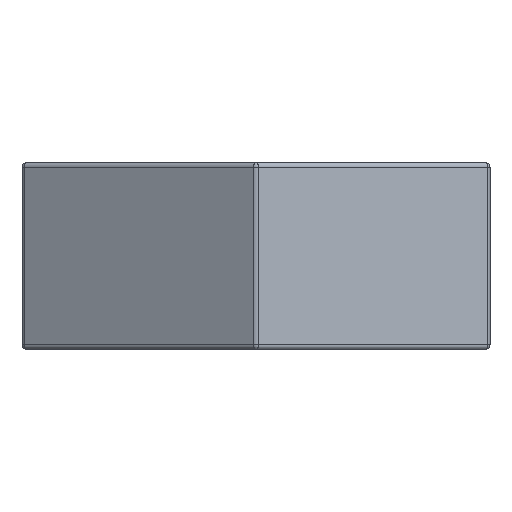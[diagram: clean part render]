
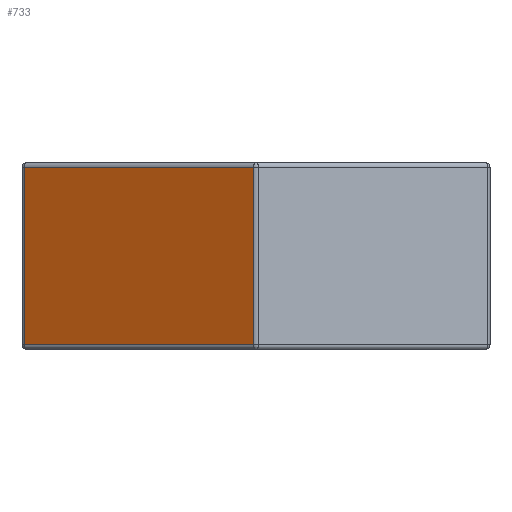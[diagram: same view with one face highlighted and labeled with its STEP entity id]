
A CAD part, left-side view. The second image highlights one B-rep face of the part: STEP entity #733.
In plain terms, the highlighted planar face has unit normal (-0.866, 0.5, 0).
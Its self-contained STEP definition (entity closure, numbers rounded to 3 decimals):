
#21=PLANE('',#828);
#67=FACE_OUTER_BOUND('',#117,.T.);
#117=EDGE_LOOP('',(#565,#566,#567,#568));
#232=LINE('',#1423,#276);
#234=LINE('',#1433,#278);
#235=LINE('',#1435,#279);
#236=LINE('',#1436,#280);
#276=VECTOR('',#996,10.);
#278=VECTOR('',#1008,10.);
#279=VECTOR('',#1009,10.);
#280=VECTOR('',#1010,10.);
#341=VERTEX_POINT('',#1415);
#344=VERTEX_POINT('',#1422);
#347=VERTEX_POINT('',#1432);
#348=VERTEX_POINT('',#1434);
#424=EDGE_CURVE('',#341,#344,#232,.T.);
#429=EDGE_CURVE('',#347,#341,#234,.T.);
#430=EDGE_CURVE('',#348,#347,#235,.T.);
#431=EDGE_CURVE('',#344,#348,#236,.T.);
#565=ORIENTED_EDGE('',*,*,#424,.F.);
#566=ORIENTED_EDGE('',*,*,#429,.F.);
#567=ORIENTED_EDGE('',*,*,#430,.F.);
#568=ORIENTED_EDGE('',*,*,#431,.F.);
#733=ADVANCED_FACE('',(#67),#21,.T.);
#828=AXIS2_PLACEMENT_3D('',#1431,#1006,#1007);
#996=DIRECTION('',(0.,0.,1.));
#1006=DIRECTION('center_axis',(-0.866,0.5,0.));
#1007=DIRECTION('ref_axis',(-0.5,-0.866,0.));
#1008=DIRECTION('',(0.5,0.866,0.));
#1009=DIRECTION('',(0.,0.,-1.));
#1010=DIRECTION('',(-0.5,-0.866,0.));
#1415=CARTESIAN_POINT('',(63.584,-20.05,0.1));
#1422=CARTESIAN_POINT('',(63.584,-20.05,3.9));
#1423=CARTESIAN_POINT('',(63.584,-20.05,0.));
#1431=CARTESIAN_POINT('Origin',(63.613,-20.,0.));
#1432=CARTESIAN_POINT('',(60.755,-24.95,0.1));
#1433=CARTESIAN_POINT('',(62.892,-21.25,0.1));
#1434=CARTESIAN_POINT('',(60.755,-24.95,3.9));
#1435=CARTESIAN_POINT('',(60.755,-24.95,0.));
#1436=CARTESIAN_POINT('',(62.892,-21.25,3.9));
